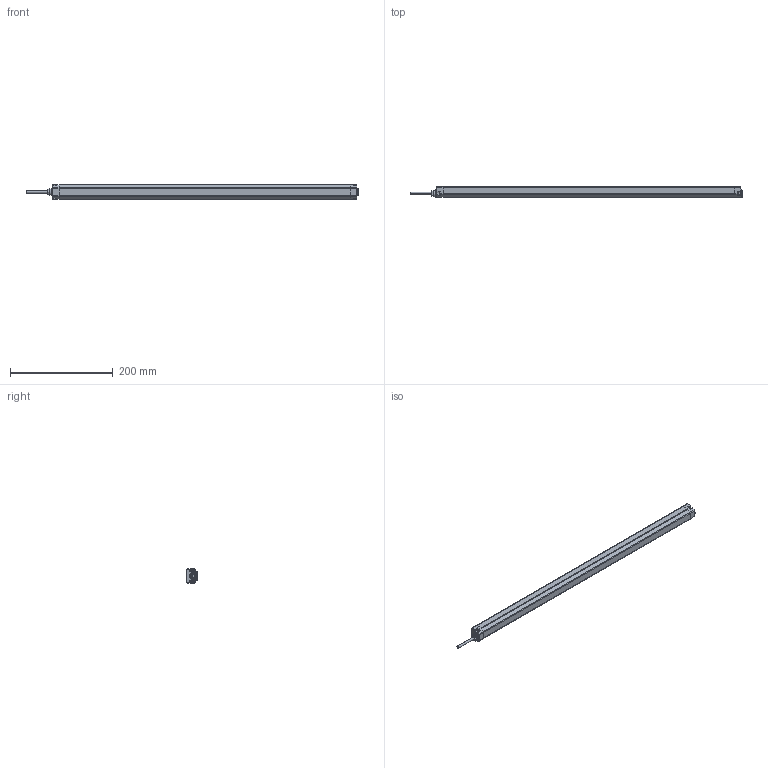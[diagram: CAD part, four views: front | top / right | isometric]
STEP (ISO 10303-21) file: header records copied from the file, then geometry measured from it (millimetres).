
FILE_DESCRIPTION((''),'2;1');
FILE_NAME('157899_SM01_ASM','2023-06-28T08:12:57',('banengservice'),('BANNER ENGINEERING'),'CREO PARAMETRIC BY PTC INC, 2022414','CREO PARAMETRIC BY PTC INC, 2022414','');
FILE_SCHEMA(('CONFIG_CONTROL_DESIGN'));
Length unit declared in the file: inch
Products named in the file (4): 157899_EP01; CABLE_190; 153169; 157899_SM01_ASM
Assembly tree (3 placements, depth 2):
  157899_SM01_ASM
    157899_EP01
    CABLE_190
    153169
Bounding box: 646.82 x 21.01 x 28 mm (x, y, z)
Volume: 316696.7 mm3; surface area: 56956.1 mm2
Topology: 3 solids, 3 shells, 370 faces, 931 edges, 574 vertices
Faces by surface type: cylinder 136, plane 130, cone 64, torus 24, sphere 8, bspline 8
Entity records: 14066 total; most frequent: CARTESIAN_POINT 5069, DIRECTION 1920, ORIENTED_EDGE 1846, EDGE_CURVE 923, AXIS2_PLACEMENT_3D 723, VERTEX_POINT 574, VECTOR 474, LINE 474
